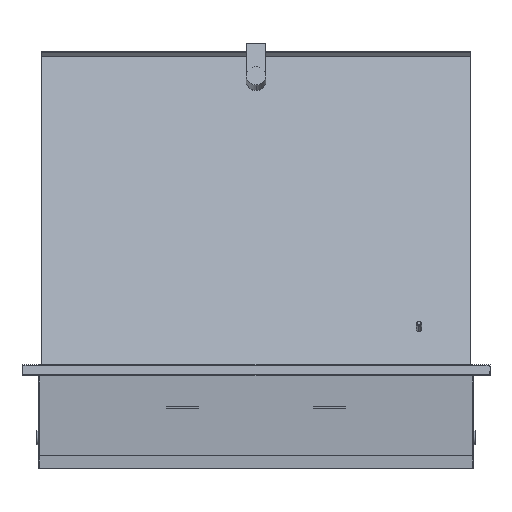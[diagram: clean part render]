
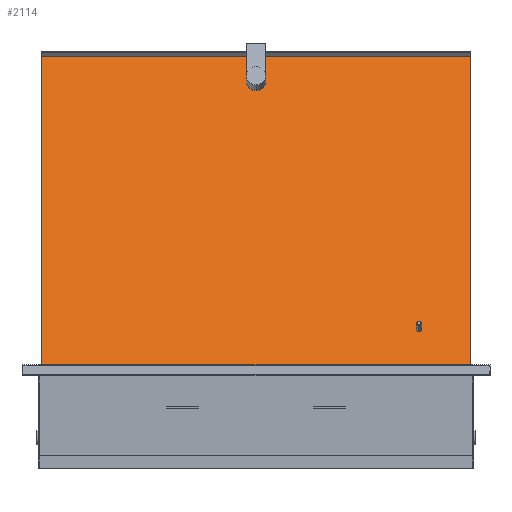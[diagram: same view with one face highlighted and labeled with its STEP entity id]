
A CAD part, left-side view. The second image highlights one B-rep face of the part: STEP entity #2114.
In plain terms, the highlighted face is planar.
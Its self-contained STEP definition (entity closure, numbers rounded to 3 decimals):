
#27 = VERTEX_POINT ( 'NONE', #12068 ) ;
#87 = LINE ( 'NONE', #1964, #4856 ) ;
#104 = CARTESIAN_POINT ( 'NONE',  ( -197., -247., -1. ) ) ;
#129 = CIRCLE ( 'NONE', #6477, 3. ) ;
#404 = ORIENTED_EDGE ( 'NONE', *, *, #2457, .F. ) ;
#507 = DIRECTION ( 'NONE',  ( 1., 0., 0. ) ) ;
#565 = DIRECTION ( 'NONE',  ( 1., 0., 0. ) ) ;
#728 = DIRECTION ( 'NONE',  ( -1., 0., 0. ) ) ;
#977 = AXIS2_PLACEMENT_3D ( 'NONE', #10369, #1301, #10595 ) ;
#1301 = DIRECTION ( 'NONE',  ( 0., 0., 1. ) ) ;
#1504 = VECTOR ( 'NONE', #9978, 1000. ) ;
#1723 = ORIENTED_EDGE ( 'NONE', *, *, #2617, .T. ) ;
#1964 = CARTESIAN_POINT ( 'NONE',  ( 0., -247., -1. ) ) ;
#2114 = ADVANCED_FACE ( 'NONE', ( #3708, #13932, #10730 ), #2379, .F. ) ;
#2180 = VERTEX_POINT ( 'NONE', #8084 ) ;
#2190 = DIRECTION ( 'NONE',  ( 1., 0., 0. ) ) ;
#2379 = PLANE ( 'NONE',  #6244 ) ;
#2457 = EDGE_CURVE ( 'NONE', #5943, #5134, #9104, .T. ) ;
#2617 = EDGE_CURVE ( 'NONE', #2969, #2180, #7711, .T. ) ;
#2969 = VERTEX_POINT ( 'NONE', #9572 ) ;
#3431 = EDGE_CURVE ( 'NONE', #12104, #9947, #12298, .T. ) ;
#3708 = FACE_BOUND ( 'NONE', #9309, .T. ) ;
#4269 = CARTESIAN_POINT ( 'NONE',  ( -197., 0., -1. ) ) ;
#4611 = LINE ( 'NONE', #10969, #9116 ) ;
#4856 = VECTOR ( 'NONE', #565, 1000. ) ;
#5134 = VERTEX_POINT ( 'NONE', #8935 ) ;
#5147 = ORIENTED_EDGE ( 'NONE', *, *, #3431, .F. ) ;
#5401 = EDGE_CURVE ( 'NONE', #5134, #5943, #129, .T. ) ;
#5603 = CARTESIAN_POINT ( 'NONE',  ( 138., -188., -1. ) ) ;
#5943 = VERTEX_POINT ( 'NONE', #8500 ) ;
#6244 = AXIS2_PLACEMENT_3D ( 'NONE', #11889, #10077, #507 ) ;
#6477 = AXIS2_PLACEMENT_3D ( 'NONE', #13789, #7253, #11749 ) ;
#6658 = VERTEX_POINT ( 'NONE', #104 ) ;
#6665 = EDGE_CURVE ( 'NONE', #2180, #2969, #9642, .T. ) ;
#6802 = DIRECTION ( 'NONE',  ( 0., 0., 1. ) ) ;
#7022 = CARTESIAN_POINT ( 'NONE',  ( -167., 0., -1. ) ) ;
#7253 = DIRECTION ( 'NONE',  ( 0., 0., -1. ) ) ;
#7431 = EDGE_LOOP ( 'NONE', ( #404, #12042 ) ) ;
#7711 = CIRCLE ( 'NONE', #977, 11.5 ) ;
#7941 = DIRECTION ( 'NONE',  ( 0., -1., 0. ) ) ;
#8084 = CARTESIAN_POINT ( 'NONE',  ( -155.5, 0., -1. ) ) ;
#8320 = EDGE_CURVE ( 'NONE', #9947, #27, #4611, .T. ) ;
#8340 = CARTESIAN_POINT ( 'NONE',  ( 197., -247., -1. ) ) ;
#8350 = DIRECTION ( 'NONE',  ( 0., 0., -1. ) ) ;
#8470 = EDGE_LOOP ( 'NONE', ( #12141, #11799, #5147, #8560 ) ) ;
#8500 = CARTESIAN_POINT ( 'NONE',  ( 141., -188., -1. ) ) ;
#8560 = ORIENTED_EDGE ( 'NONE', *, *, #10694, .F. ) ;
#8632 = LINE ( 'NONE', #4269, #8975 ) ;
#8935 = CARTESIAN_POINT ( 'NONE',  ( 135., -188., -1. ) ) ;
#8975 = VECTOR ( 'NONE', #7941, 1000. ) ;
#8976 = AXIS2_PLACEMENT_3D ( 'NONE', #7022, #6802, #13097 ) ;
#9104 = CIRCLE ( 'NONE', #12882, 3. ) ;
#9116 = VECTOR ( 'NONE', #728, 1000. ) ;
#9309 = EDGE_LOOP ( 'NONE', ( #10559, #1723 ) ) ;
#9572 = CARTESIAN_POINT ( 'NONE',  ( -178.5, 0., -1. ) ) ;
#9642 = CIRCLE ( 'NONE', #8976, 11.5 ) ;
#9947 = VERTEX_POINT ( 'NONE', #10623 ) ;
#9978 = DIRECTION ( 'NONE',  ( 0., 1., 0. ) ) ;
#10077 = DIRECTION ( 'NONE',  ( 0., 0., 1. ) ) ;
#10369 = CARTESIAN_POINT ( 'NONE',  ( -167., 0., -1. ) ) ;
#10411 = CARTESIAN_POINT ( 'NONE',  ( 197., 0., -1. ) ) ;
#10559 = ORIENTED_EDGE ( 'NONE', *, *, #6665, .T. ) ;
#10595 = DIRECTION ( 'NONE',  ( 1., 0., 0. ) ) ;
#10623 = CARTESIAN_POINT ( 'NONE',  ( 197., 247., -1. ) ) ;
#10694 = EDGE_CURVE ( 'NONE', #6658, #12104, #87, .T. ) ;
#10730 = FACE_BOUND ( 'NONE', #7431, .T. ) ;
#10969 = CARTESIAN_POINT ( 'NONE',  ( 0., 247., -1. ) ) ;
#11749 = DIRECTION ( 'NONE',  ( 1., 0., 0. ) ) ;
#11799 = ORIENTED_EDGE ( 'NONE', *, *, #8320, .F. ) ;
#11889 = CARTESIAN_POINT ( 'NONE',  ( 0., 0., -1. ) ) ;
#12042 = ORIENTED_EDGE ( 'NONE', *, *, #5401, .F. ) ;
#12068 = CARTESIAN_POINT ( 'NONE',  ( -197., 247., -1. ) ) ;
#12104 = VERTEX_POINT ( 'NONE', #8340 ) ;
#12141 = ORIENTED_EDGE ( 'NONE', *, *, #13923, .F. ) ;
#12298 = LINE ( 'NONE', #10411, #1504 ) ;
#12882 = AXIS2_PLACEMENT_3D ( 'NONE', #5603, #8350, #2190 ) ;
#13097 = DIRECTION ( 'NONE',  ( 1., 0., 0. ) ) ;
#13789 = CARTESIAN_POINT ( 'NONE',  ( 138., -188., -1. ) ) ;
#13923 = EDGE_CURVE ( 'NONE', #27, #6658, #8632, .T. ) ;
#13932 = FACE_OUTER_BOUND ( 'NONE', #8470, .T. ) ;
